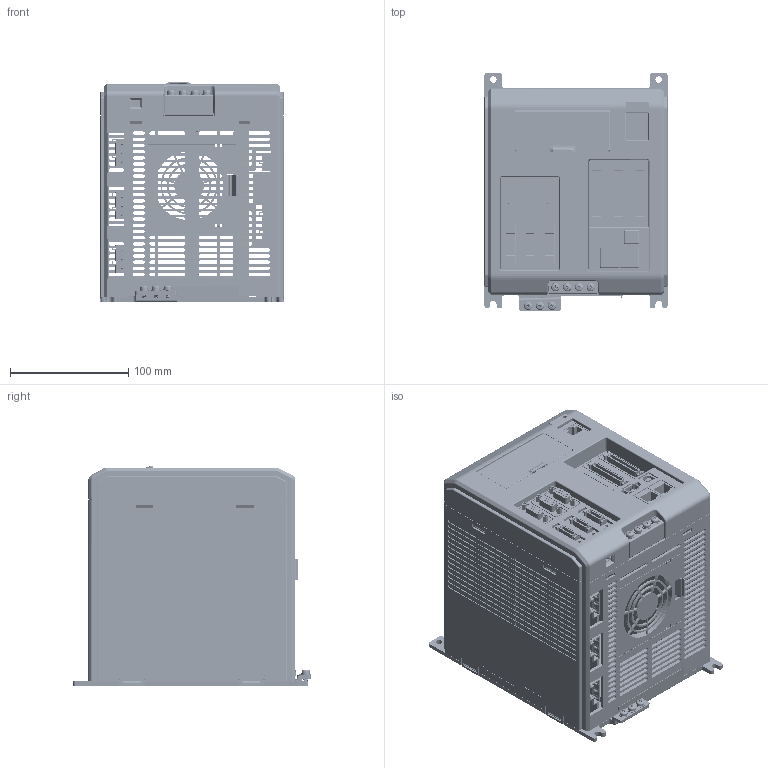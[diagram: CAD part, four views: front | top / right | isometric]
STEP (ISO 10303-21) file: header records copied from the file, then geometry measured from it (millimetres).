
FILE_DESCRIPTION(/* description */ ('Alibre Inc.'),/* implementation_level */ '2;1');
FILE_NAME(/* name */ 'export-A2A1FB35-0C14-41F1-87F5-02887D4E88F8',/* time_stamp */ '2024-05-08T11:43:23+02:00',/* author */ (''),/* organization */ (''),/* preprocessor_version */ 'ST-DEVELOPER v17',/* originating_system */ 'Alibre',/* authorisation */ '');
FILE_SCHEMA (('AUTOMOTIVE_DESIGN'));
Length unit declared in the file: millimetre
Bounding box: 155 x 201.34 x 186.5 mm (x, y, z)
Volume: 738822.3 mm3; surface area: 730303.6 mm2
Topology: 37 solids, 41 shells, 7163 faces, 19115 edges, 12365 vertices
Faces by surface type: plane 3670, cylinder 2935, bspline 401, cone 67, sphere 46, torus 44
Entity records: 432912 total; most frequent: CARTESIAN_POINT 258585, ORIENTED_EDGE 37928, DIRECTION 31374, EDGE_CURVE 18964, VERTEX_POINT 12365, VECTOR 11886, LINE 11886, AXIS2_PLACEMENT_3D 11601
